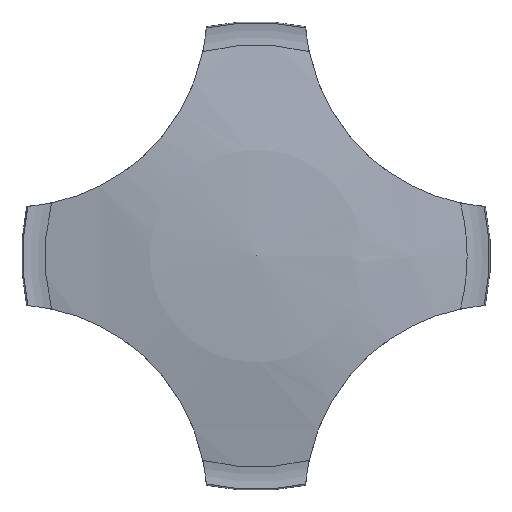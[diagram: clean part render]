
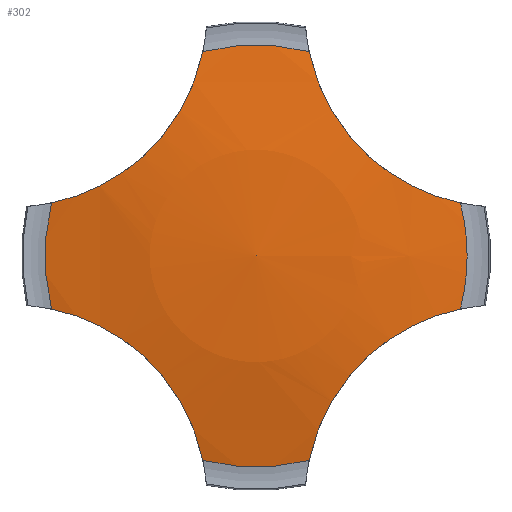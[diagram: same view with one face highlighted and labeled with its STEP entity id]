
A CAD part, top view. The second image highlights one B-rep face of the part: STEP entity #302.
In plain terms, the highlighted spherical face has radius 17.103 mm.
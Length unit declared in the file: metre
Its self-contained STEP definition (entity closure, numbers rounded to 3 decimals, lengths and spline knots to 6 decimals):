
#28=SPHERICAL_SURFACE('',#341,0.017103);
#30=CIRCLE('',#330,0.0038);
#33=CIRCLE('',#334,0.0038);
#35=CIRCLE('',#337,0.0038);
#36=CIRCLE('',#339,0.0038);
#62=ORIENTED_EDGE('',*,*,#143,.F.);
#63=ORIENTED_EDGE('',*,*,#158,.T.);
#64=ORIENTED_EDGE('',*,*,#149,.F.);
#65=ORIENTED_EDGE('',*,*,#159,.F.);
#66=ORIENTED_EDGE('',*,*,#155,.F.);
#67=ORIENTED_EDGE('',*,*,#160,.T.);
#68=ORIENTED_EDGE('',*,*,#153,.F.);
#69=ORIENTED_EDGE('',*,*,#161,.F.);
#143=EDGE_CURVE('',#190,#192,#30,.T.);
#149=EDGE_CURVE('',#197,#195,#33,.T.);
#153=EDGE_CURVE('',#201,#199,#35,.T.);
#155=EDGE_CURVE('',#202,#204,#36,.T.);
#158=EDGE_CURVE('',#190,#195,#230,.T.);
#159=EDGE_CURVE('',#204,#197,#231,.T.);
#160=EDGE_CURVE('',#202,#199,#232,.T.);
#161=EDGE_CURVE('',#192,#201,#233,.T.);
#190=VERTEX_POINT('',#439);
#192=VERTEX_POINT('',#442);
#195=VERTEX_POINT('',#455);
#197=VERTEX_POINT('',#462);
#199=VERTEX_POINT('',#470);
#201=VERTEX_POINT('',#477);
#202=VERTEX_POINT('',#484);
#204=VERTEX_POINT('',#487);
#230=B_SPLINE_CURVE_WITH_KNOTS('',3,(#495,#496,#497,#498,#499),
 .UNSPECIFIED.,.F.,.F.,(4,1,4),(0.000001,0.002042,
0.004083),.UNSPECIFIED.);
#231=B_SPLINE_CURVE_WITH_KNOTS('',3,(#500,#501,#502,#503,#504),
 .UNSPECIFIED.,.F.,.F.,(4,1,4),(0.000001,0.002042,
0.004083),.UNSPECIFIED.);
#232=B_SPLINE_CURVE_WITH_KNOTS('',3,(#505,#506,#507,#508,#509),
 .UNSPECIFIED.,.F.,.F.,(4,1,4),(0.000001,0.002042,
0.004083),.UNSPECIFIED.);
#233=B_SPLINE_CURVE_WITH_KNOTS('',3,(#510,#511,#512,#513,#514),
 .UNSPECIFIED.,.F.,.F.,(4,1,4),(0.000001,0.002042,
0.004083),.UNSPECIFIED.);
#258=EDGE_LOOP('',(#62,#63,#64,#65,#66,#67,#68,#69));
#276=FACE_BOUND('',#258,.T.);
#302=ADVANCED_FACE('',(#276),#28,.T.);
#330=AXIS2_PLACEMENT_3D('',#441,#367,#368);
#334=AXIS2_PLACEMENT_3D('',#463,#375,#376);
#337=AXIS2_PLACEMENT_3D('',#478,#381,#382);
#339=AXIS2_PLACEMENT_3D('',#486,#385,#386);
#341=AXIS2_PLACEMENT_3D('',#494,#389,#390);
#367=DIRECTION('',(0.,0.,-1.));
#368=DIRECTION('',(-1.,0.,0.));
#375=DIRECTION('',(0.,0.,-1.));
#376=DIRECTION('',(-1.,0.,0.));
#381=DIRECTION('',(0.,0.,-1.));
#382=DIRECTION('',(-1.,0.,0.));
#385=DIRECTION('',(0.,0.,-1.));
#386=DIRECTION('',(-1.,0.,0.));
#389=DIRECTION('',(0.,0.,-1.));
#390=DIRECTION('',(1.,0.,0.));
#439=CARTESIAN_POINT('',(-0.000956,0.003678,0.000123));
#441=CARTESIAN_POINT('',(0.,0.,0.000123));
#442=CARTESIAN_POINT('',(0.000956,0.003678,0.000122));
#455=CARTESIAN_POINT('',(-0.003678,0.000956,0.000123));
#462=CARTESIAN_POINT('',(-0.003678,-0.000956,0.000123));
#463=CARTESIAN_POINT('',(0.,0.,0.000123));
#470=CARTESIAN_POINT('',(0.003678,-0.000956,0.000123));
#477=CARTESIAN_POINT('',(0.003678,0.000956,0.000123));
#478=CARTESIAN_POINT('',(0.,0.,0.000123));
#484=CARTESIAN_POINT('',(0.000956,-0.003678,0.000122));
#486=CARTESIAN_POINT('',(0.,0.,0.000123));
#487=CARTESIAN_POINT('',(-0.000956,-0.003678,0.000123));
#494=CARTESIAN_POINT('',(0.,0.,-0.016553));
#495=CARTESIAN_POINT('',(-0.000956,0.003678,0.000122));
#496=CARTESIAN_POINT('',(-0.001092,0.003016,0.000261));
#497=CARTESIAN_POINT('',(-0.00176,0.001769,0.00041));
#498=CARTESIAN_POINT('',(-0.003016,0.001092,0.000261));
#499=CARTESIAN_POINT('',(-0.003678,0.000956,0.000123));
#500=CARTESIAN_POINT('',(-0.000956,-0.003678,0.000122));
#501=CARTESIAN_POINT('',(-0.001092,-0.003016,0.000261));
#502=CARTESIAN_POINT('',(-0.00176,-0.001769,0.00041));
#503=CARTESIAN_POINT('',(-0.003016,-0.001092,0.000261));
#504=CARTESIAN_POINT('',(-0.003678,-0.000956,0.000123));
#505=CARTESIAN_POINT('',(0.000956,-0.003678,0.000122));
#506=CARTESIAN_POINT('',(0.001092,-0.003016,0.000261));
#507=CARTESIAN_POINT('',(0.00176,-0.001769,0.00041));
#508=CARTESIAN_POINT('',(0.003016,-0.001092,0.000261));
#509=CARTESIAN_POINT('',(0.003678,-0.000956,0.000123));
#510=CARTESIAN_POINT('',(0.000956,0.003678,0.000122));
#511=CARTESIAN_POINT('',(0.001092,0.003016,0.000261));
#512=CARTESIAN_POINT('',(0.00176,0.001769,0.00041));
#513=CARTESIAN_POINT('',(0.003016,0.001092,0.000261));
#514=CARTESIAN_POINT('',(0.003678,0.000956,0.000123));
